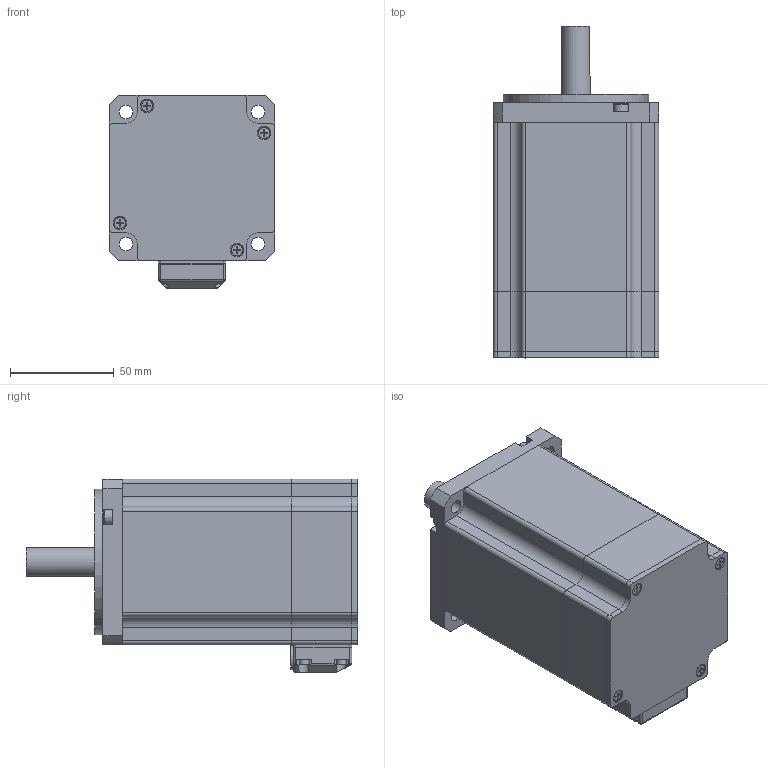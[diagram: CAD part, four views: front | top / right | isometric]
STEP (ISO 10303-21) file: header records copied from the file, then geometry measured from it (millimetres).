
FILE_DESCRIPTION((''),'2;1');
FILE_NAME('零件4.stp','2016-10-12T11:35:45',('Administrator'),(''),'Autodesk Inventor 2013','Autodesk Inventor 2013','');
FILE_SCHEMA(('AUTOMOTIVE_DESIGN { 1 0 10303 214 1 1 1 1 }'));
Length unit declared in the file: millimetre
Products named in the file (1): 零件4
Bounding box: 80 x 160 x 93.5 mm (x, y, z)
Volume: 225441.9 mm3; surface area: 114557.8 mm2
Topology: 3 solids, 28 shells, 838 faces, 2109 edges, 1340 vertices
Faces by surface type: plane 333, cylinder 324, cone 102, torus 58, bspline 11, sphere 10
Full cylindrical faces by diameter (mm): 1.567 x2, 2.013 x5, 2.459 x4, 2.5 x6, 2.675 x4, 2.7 x4, 3 x5, 3.242 x8, 3.4 x4, 4 x8, 4.5 x12, 5.5 x5, 6.4 x1, 6.5 x4, 7 x8, 7.2 x4, 8 x1, 9.5 x1, 11.5 x1, 14 x1, 15 x1, 17 x1, 20 x1, 28 x2, 32 x1, 38 x2, 70 x1, 72.8 x2, 75.9 x3
Entity records: 24384 total; most frequent: CARTESIAN_POINT 5068, DIRECTION 4028, ORIENTED_EDGE 3616, EDGE_CURVE 1808, AXIS2_PLACEMENT_3D 1602, VERTEX_POINT 1239, EDGE_LOOP 1102, FACE_OUTER_BOUND 838
